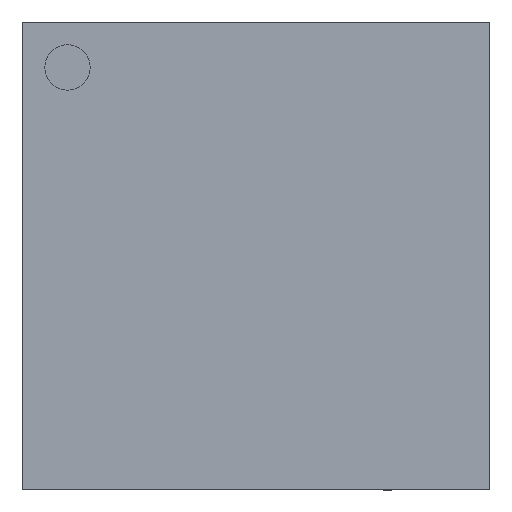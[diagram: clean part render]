
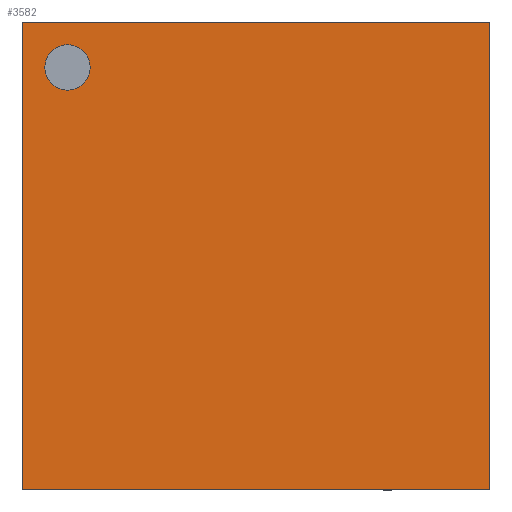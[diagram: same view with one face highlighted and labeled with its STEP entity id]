
A CAD part, top view. The second image highlights one B-rep face of the part: STEP entity #3582.
In plain terms, the highlighted planar face has unit normal (0, 0, 1).
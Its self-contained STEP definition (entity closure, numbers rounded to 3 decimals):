
#328=CARTESIAN_POINT('',(-1.825,2.075,1.0));
#329=VERTEX_POINT('',#328);
#338=CARTESIAN_POINT('',(-2.325,2.075,1.0));
#339=VERTEX_POINT('',#338);
#340=CARTESIAN_POINT('',(-2.075,2.075,1.0));
#341=DIRECTION('',(0.0,0.0,-1.0));
#342=DIRECTION('',(1.0,0.0,0.0));
#343=AXIS2_PLACEMENT_3D('',#340,#341,#342);
#344=CIRCLE('',#343,0.25);
#345=EDGE_CURVE('',#339,#329,#344,.T.);
#379=CARTESIAN_POINT('',(-2.075,2.075,1.0));
#380=DIRECTION('',(0.0,0.0,-1.0));
#381=DIRECTION('',(1.0,0.0,0.0));
#382=AXIS2_PLACEMENT_3D('',#379,#380,#381);
#383=CIRCLE('',#382,0.25);
#384=EDGE_CURVE('',#329,#339,#383,.T.);
#3414=CARTESIAN_POINT('',(-2.575,-2.575,1.0));
#3415=VERTEX_POINT('',#3414);
#3422=CARTESIAN_POINT('',(-2.575,2.575,1.0));
#3423=VERTEX_POINT('',#3422);
#3424=CARTESIAN_POINT('',(-2.575,-2.575,1.0));
#3425=DIRECTION('',(0.0,1.0,0.0));
#3426=VECTOR('',#3425,5.15);
#3427=LINE('',#3424,#3426);
#3428=EDGE_CURVE('',#3415,#3423,#3427,.T.);
#3450=CARTESIAN_POINT('',(2.575,2.575,1.0));
#3451=VERTEX_POINT('',#3450);
#3452=CARTESIAN_POINT('',(-2.575,2.575,1.0));
#3453=DIRECTION('',(1.0,0.0,0.0));
#3454=VECTOR('',#3453,5.15);
#3455=LINE('',#3452,#3454);
#3456=EDGE_CURVE('',#3423,#3451,#3455,.T.);
#3510=CARTESIAN_POINT('',(2.575,-2.575,1.0));
#3511=VERTEX_POINT('',#3510);
#3512=CARTESIAN_POINT('',(2.575,2.575,1.0));
#3513=DIRECTION('',(0.0,-1.0,0.0));
#3514=VECTOR('',#3513,5.15);
#3515=LINE('',#3512,#3514);
#3516=EDGE_CURVE('',#3451,#3511,#3515,.T.);
#3554=CARTESIAN_POINT('',(2.575,-2.575,1.0));
#3555=DIRECTION('',(-1.0,0.0,0.0));
#3556=VECTOR('',#3555,5.15);
#3557=LINE('',#3554,#3556);
#3558=EDGE_CURVE('',#3511,#3415,#3557,.T.);
#3567=CARTESIAN_POINT('',(0.,0.,1.0));
#3568=DIRECTION('',(0.0,0.0,1.0));
#3569=DIRECTION('',(1.0,0.0,0.0));
#3570=AXIS2_PLACEMENT_3D('',#3567,#3568,#3569);
#3571=PLANE('',#3570);
#3572=ORIENTED_EDGE('',*,*,#3428,.F.);
#3573=ORIENTED_EDGE('',*,*,#3558,.F.);
#3574=ORIENTED_EDGE('',*,*,#3516,.F.);
#3575=ORIENTED_EDGE('',*,*,#3456,.F.);
#3576=EDGE_LOOP('',(#3572,#3573,#3574,#3575));
#3577=FACE_OUTER_BOUND('',#3576,.T.);
#3578=ORIENTED_EDGE('',*,*,#384,.T.);
#3579=ORIENTED_EDGE('',*,*,#345,.T.);
#3580=EDGE_LOOP('',(#3578,#3579));
#3581=FACE_BOUND('',#3580,.T.);
#3582=ADVANCED_FACE('',(#3577,#3581),#3571,.T.);
